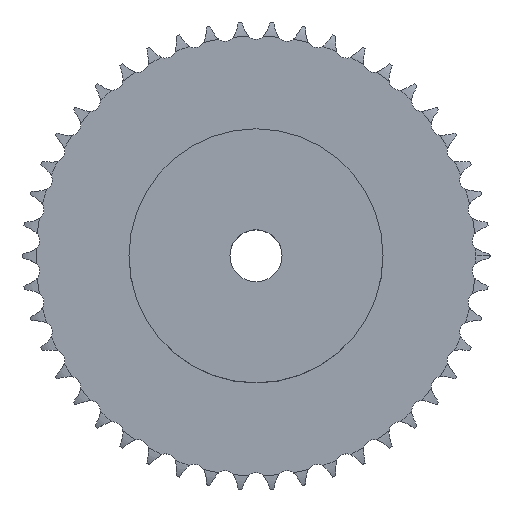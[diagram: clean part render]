
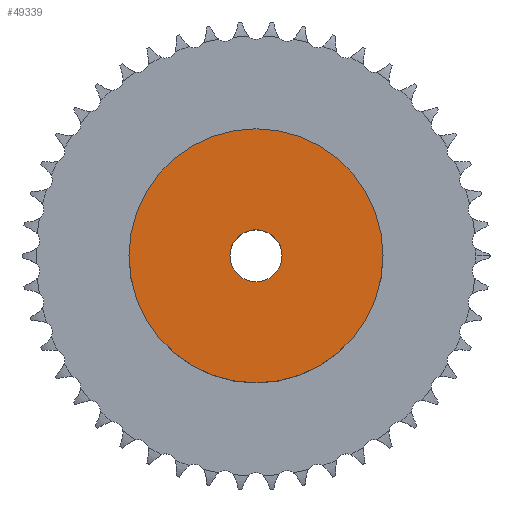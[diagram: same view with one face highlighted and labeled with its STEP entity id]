
A CAD part, top view. The second image highlights one B-rep face of the part: STEP entity #49339.
In plain terms, the highlighted planar face has unit normal (0, 0, 1).
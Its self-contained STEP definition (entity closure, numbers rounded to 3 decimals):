
#5484 = CYLINDRICAL_SURFACE('',#5485,39.);
#5485 = AXIS2_PLACEMENT_3D('',#5486,#5487,#5488);
#5486 = CARTESIAN_POINT('',(0.,0.,0.));
#5487 = DIRECTION('',(-0.,-0.,-1.));
#5488 = DIRECTION('',(1.,0.,0.));
#30994 = VERTEX_POINT('',#30995);
#30995 = CARTESIAN_POINT('',(39.,0.,35.));
#31016 = EDGE_CURVE('',#30994,#30994,#31017,.T.);
#31017 = SURFACE_CURVE('',#31018,(#31023,#31030),.PCURVE_S1.);
#31018 = CIRCLE('',#31019,39.);
#31019 = AXIS2_PLACEMENT_3D('',#31020,#31021,#31022);
#31020 = CARTESIAN_POINT('',(0.,0.,35.));
#31021 = DIRECTION('',(0.,0.,1.));
#31022 = DIRECTION('',(1.,0.,0.));
#31023 = PCURVE('',#5484,#31024);
#31024 = DEFINITIONAL_REPRESENTATION('',(#31025),#31029);
#31025 = LINE('',#31026,#31027);
#31026 = CARTESIAN_POINT('',(-0.,-35.));
#31027 = VECTOR('',#31028,1.);
#31028 = DIRECTION('',(-1.,0.));
#31029 = ( GEOMETRIC_REPRESENTATION_CONTEXT(2) 
PARAMETRIC_REPRESENTATION_CONTEXT() REPRESENTATION_CONTEXT('2D SPACE',''
  ) );
#31030 = PCURVE('',#31031,#31036);
#31031 = PLANE('',#31032);
#31032 = AXIS2_PLACEMENT_3D('',#31033,#31034,#31035);
#31033 = CARTESIAN_POINT('',(0.,0.,35.)
  );
#31034 = DIRECTION('',(0.,0.,1.));
#31035 = DIRECTION('',(1.,0.,0.));
#31036 = DEFINITIONAL_REPRESENTATION('',(#31037),#31041);
#31037 = CIRCLE('',#31038,39.);
#31038 = AXIS2_PLACEMENT_2D('',#31039,#31040);
#31039 = CARTESIAN_POINT('',(0.,0.));
#31040 = DIRECTION('',(1.,0.));
#31041 = ( GEOMETRIC_REPRESENTATION_CONTEXT(2) 
PARAMETRIC_REPRESENTATION_CONTEXT() REPRESENTATION_CONTEXT('2D SPACE',''
  ) );
#41696 = CYLINDRICAL_SURFACE('',#41697,8.);
#41697 = AXIS2_PLACEMENT_3D('',#41698,#41699,#41700);
#41698 = CARTESIAN_POINT('',(0.,0.,216.046));
#41699 = DIRECTION('',(0.,0.,1.));
#41700 = DIRECTION('',(1.,0.,0.));
#49339 = ADVANCED_FACE('',(#49340,#49343),#31031,.T.);
#49340 = FACE_BOUND('',#49341,.T.);
#49341 = EDGE_LOOP('',(#49342));
#49342 = ORIENTED_EDGE('',*,*,#31016,.T.);
#49343 = FACE_BOUND('',#49344,.T.);
#49344 = EDGE_LOOP('',(#49345));
#49345 = ORIENTED_EDGE('',*,*,#49346,.F.);
#49346 = EDGE_CURVE('',#49347,#49347,#49349,.T.);
#49347 = VERTEX_POINT('',#49348);
#49348 = CARTESIAN_POINT('',(8.,0.,35.));
#49349 = SURFACE_CURVE('',#49350,(#49355,#49362),.PCURVE_S1.);
#49350 = CIRCLE('',#49351,8.);
#49351 = AXIS2_PLACEMENT_3D('',#49352,#49353,#49354);
#49352 = CARTESIAN_POINT('',(0.,0.,35.));
#49353 = DIRECTION('',(0.,0.,1.));
#49354 = DIRECTION('',(1.,0.,0.));
#49355 = PCURVE('',#31031,#49356);
#49356 = DEFINITIONAL_REPRESENTATION('',(#49357),#49361);
#49357 = CIRCLE('',#49358,8.);
#49358 = AXIS2_PLACEMENT_2D('',#49359,#49360);
#49359 = CARTESIAN_POINT('',(0.,0.));
#49360 = DIRECTION('',(1.,0.));
#49361 = ( GEOMETRIC_REPRESENTATION_CONTEXT(2) 
PARAMETRIC_REPRESENTATION_CONTEXT() REPRESENTATION_CONTEXT('2D SPACE',''
  ) );
#49362 = PCURVE('',#41696,#49363);
#49363 = DEFINITIONAL_REPRESENTATION('',(#49364),#49368);
#49364 = LINE('',#49365,#49366);
#49365 = CARTESIAN_POINT('',(0.,-181.046));
#49366 = VECTOR('',#49367,1.);
#49367 = DIRECTION('',(1.,0.));
#49368 = ( GEOMETRIC_REPRESENTATION_CONTEXT(2) 
PARAMETRIC_REPRESENTATION_CONTEXT() REPRESENTATION_CONTEXT('2D SPACE',''
  ) );
